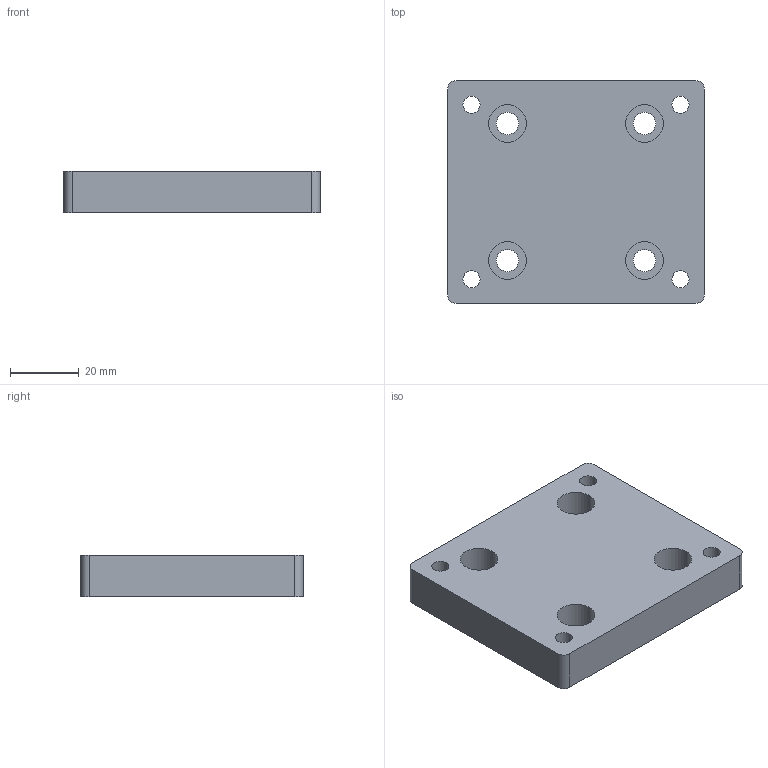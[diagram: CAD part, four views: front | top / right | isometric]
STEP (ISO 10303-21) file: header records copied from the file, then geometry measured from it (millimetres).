
FILE_DESCRIPTION(('CATIA V5 STEP Exchange'),'2;1');
FILE_NAME('VSOTR1100-Y040 - Al 12mm - 20 Pcs.stp','2022-06-27T08:24:30+00:00',('none'),('none'),'CATIA Version 5 Release 21 GA (IN-10)','CATIA V5 STEP AP214','none');
FILE_SCHEMA(('AUTOMOTIVE_DESIGN { 1 0 10303 214 1 1 1 1 }'));
Length unit declared in the file: millimetre
Products named in the file (1): VSOTR1100-Y040
Bounding box: 75 x 65 x 12 mm (x, y, z)
Volume: 53921.2 mm3; surface area: 14811.8 mm2
Topology: 1 solids, 1 shells, 38 faces, 96 edges, 64 vertices
Faces by surface type: cylinder 28, plane 10
Entity records: 1099 total; most frequent: ORIENTED_EDGE 192, CARTESIAN_POINT 184, DIRECTION 142, EDGE_CURVE 96, AXIS2_PLACEMENT_3D 80, VERTEX_POINT 64, EDGE_LOOP 58, CIRCLE 56
